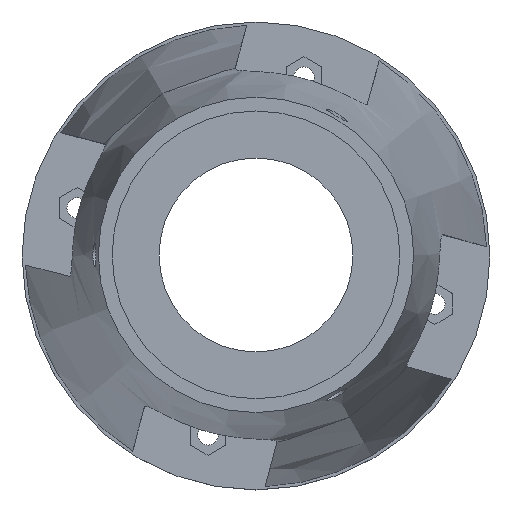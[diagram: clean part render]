
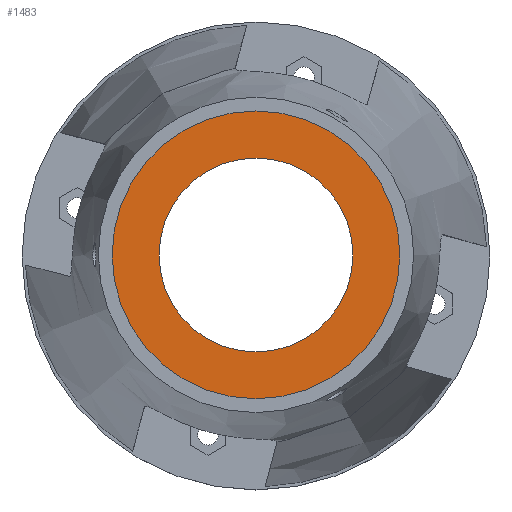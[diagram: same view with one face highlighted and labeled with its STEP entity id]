
A CAD part, top view. The second image highlights one B-rep face of the part: STEP entity #1483.
In plain terms, the highlighted planar face has unit normal (0, 0, 1).
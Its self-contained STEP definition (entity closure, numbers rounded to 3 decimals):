
#38=FACE_BOUND('',#252,.T.);
#82=CIRCLE('',#1600,22.146);
#83=CIRCLE('',#1601,14.146);
#167=FACE_OUTER_BOUND('',#251,.T.);
#251=EDGE_LOOP('',(#1259));
#252=EDGE_LOOP('',(#1260));
#691=VERTEX_POINT('',#2746);
#692=VERTEX_POINT('',#2748);
#906=EDGE_CURVE('',#691,#691,#82,.T.);
#907=EDGE_CURVE('',#692,#692,#83,.T.);
#1259=ORIENTED_EDGE('',*,*,#906,.F.);
#1260=ORIENTED_EDGE('',*,*,#907,.T.);
#1421=PLANE('',#1599);
#1483=ADVANCED_FACE('',(#167,#38),#1421,.F.);
#1599=AXIS2_PLACEMENT_3D('',#2745,#1905,#1906);
#1600=AXIS2_PLACEMENT_3D('',#2747,#1907,#1908);
#1601=AXIS2_PLACEMENT_3D('',#2749,#1909,#1910);
#1905=DIRECTION('center_axis',(0.,0.,-1.));
#1906=DIRECTION('ref_axis',(-1.,0.,0.));
#1907=DIRECTION('center_axis',(0.,0.,-1.));
#1908=DIRECTION('ref_axis',(-1.,0.,0.));
#1909=DIRECTION('center_axis',(0.,0.,-1.));
#1910=DIRECTION('ref_axis',(1.,0.,0.));
#2745=CARTESIAN_POINT('Origin',(0.,0.,
0.));
#2746=CARTESIAN_POINT('',(22.146,0.,0.));
#2747=CARTESIAN_POINT('Origin',(0.,0.,
0.));
#2748=CARTESIAN_POINT('',(-14.146,0.,0.));
#2749=CARTESIAN_POINT('Origin',(0.,0.,
0.));
